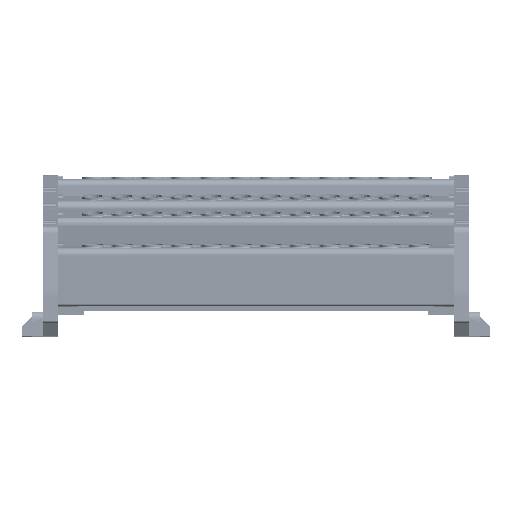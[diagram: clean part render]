
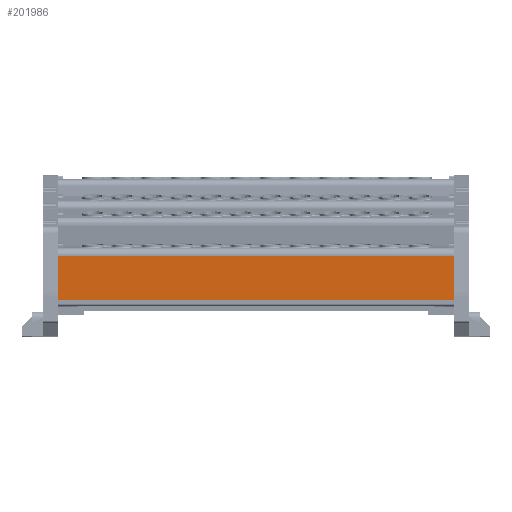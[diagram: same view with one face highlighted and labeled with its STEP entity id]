
A CAD part, top view. The second image highlights one B-rep face of the part: STEP entity #201986.
In plain terms, the highlighted planar face has unit normal (0, -0.07, 0.998).
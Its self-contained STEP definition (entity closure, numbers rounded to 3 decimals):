
#18856 = CARTESIAN_POINT ( 'NONE',  ( -1246.91, 715.846, 2359.787 ) ) ;
#18903 = CARTESIAN_POINT ( 'NONE',  ( -1246.91, 709.231, 2359.324 ) ) ;
#18950 = CARTESIAN_POINT ( 'NONE',  ( -1246.91, 696.002, 2358.399 ) ) ;
#18954 = CARTESIAN_POINT ( 'NONE',  ( -1246.91, 702.616, 2358.861 ) ) ;
#24774 = VECTOR ( 'NONE', #90203, 1000. ) ;
#28967 = B_SPLINE_CURVE_WITH_KNOTS ( 'NONE', 3,
 ( #98396, #98432, #98441, #98439 ),
 .UNSPECIFIED., .F., .F.,
 ( 4, 4 ),
 ( 0., 1. ),
 .UNSPECIFIED. ) ;
#62101 = CARTESIAN_POINT ( 'NONE',  ( -1246.91, 715.846, 2359.787 ) ) ;
#62126 = CARTESIAN_POINT ( 'NONE',  ( -1413.91, 715.846, 2359.787 ) ) ;
#68872 = CARTESIAN_POINT ( 'NONE',  ( -1246.91, 696.002, 2358.399 ) ) ;
#68988 = CARTESIAN_POINT ( 'NONE',  ( -1413.91, 696.002, 2358.399 ) ) ;
#79392 = ORIENTED_EDGE ( 'NONE', *, *, #134036, .F. ) ;
#79429 = ORIENTED_EDGE ( 'NONE', *, *, #132555, .T. ) ;
#79449 = ORIENTED_EDGE ( 'NONE', *, *, #134751, .F. ) ;
#79489 = ORIENTED_EDGE ( 'NONE', *, *, #132030, .T. ) ;
#81820 = VERTEX_POINT ( 'NONE', #68988 ) ;
#81896 = VERTEX_POINT ( 'NONE', #68872 ) ;
#85487 = LINE ( 'NONE', #85489, #187540 ) ;
#85489 = CARTESIAN_POINT ( 'NONE',  ( -1303.282, 696.002, 2358.399 ) ) ;
#85514 = DIRECTION ( 'NONE',  ( 1., 0., 0. ) ) ;
#90196 = LINE ( 'NONE', #90218, #24774 ) ;
#90203 = DIRECTION ( 'NONE',  ( 1., 0., 0. ) ) ;
#90218 = CARTESIAN_POINT ( 'NONE',  ( -1303.282, 715.846, 2359.787 ) ) ;
#98396 = CARTESIAN_POINT ( 'NONE',  ( -1413.91, 696.002, 2358.399 ) ) ;
#98432 = CARTESIAN_POINT ( 'NONE',  ( -1413.91, 702.616, 2358.861 ) ) ;
#98439 = CARTESIAN_POINT ( 'NONE',  ( -1413.91, 715.846, 2359.787 ) ) ;
#98441 = CARTESIAN_POINT ( 'NONE',  ( -1413.91, 709.231, 2359.324 ) ) ;
#113454 = EDGE_LOOP ( 'NONE', ( #79489, #79429, #79392, #79449 ) ) ;
#126205 = B_SPLINE_CURVE_WITH_KNOTS ( 'NONE', 3,
 ( #18950, #18954, #18903, #18856 ),
 .UNSPECIFIED., .F., .F.,
 ( 4, 4 ),
 ( 0., 1. ),
 .UNSPECIFIED. ) ;
#132030 = EDGE_CURVE ( 'NONE', #81820, #81896, #85487, .T. ) ;
#132555 = EDGE_CURVE ( 'NONE', #81896, #184233, #126205, .T. ) ;
#134036 = EDGE_CURVE ( 'NONE', #184228, #184233, #90196, .T. ) ;
#134751 = EDGE_CURVE ( 'NONE', #81820, #184228, #28967, .T. ) ;
#159621 = AXIS2_PLACEMENT_3D ( 'NONE', #160531, #160521, #160511 ) ;
#160511 = DIRECTION ( 'NONE',  ( 0., -0.998, -0.07 ) ) ;
#160513 = PLANE ( 'NONE',  #159621 ) ;
#160521 = DIRECTION ( 'NONE',  ( 0., -0.07, 0.998 ) ) ;
#160531 = CARTESIAN_POINT ( 'NONE',  ( -1303.282, 707.502, 2359.203 ) ) ;
#160542 = FACE_OUTER_BOUND ( 'NONE', #113454, .T. ) ;
#184228 = VERTEX_POINT ( 'NONE', #62126 ) ;
#184233 = VERTEX_POINT ( 'NONE', #62101 ) ;
#187540 = VECTOR ( 'NONE', #85514, 1000. ) ;
#201986 = ADVANCED_FACE ( 'NONE', ( #160542 ), #160513, .T. ) ;
